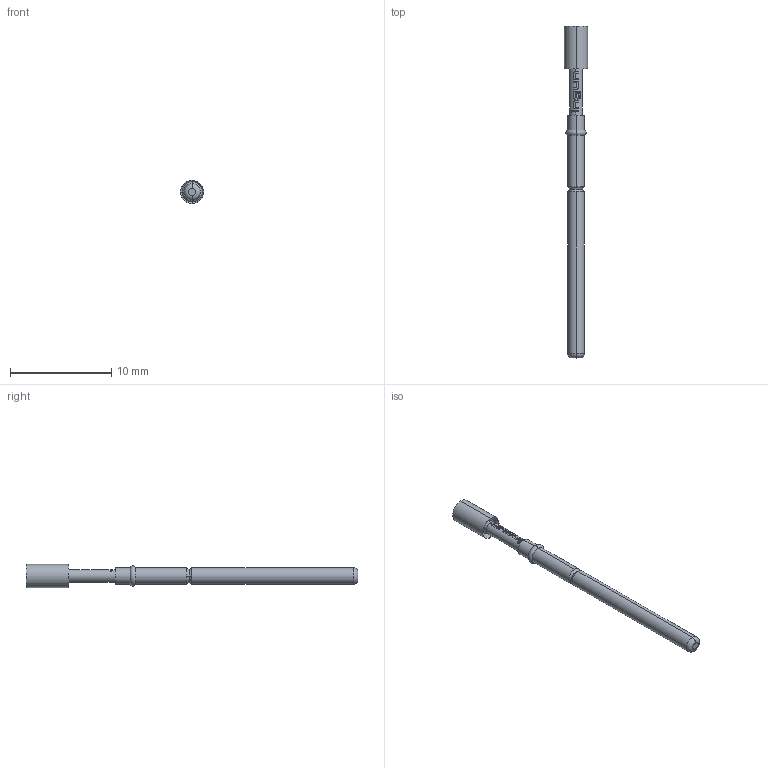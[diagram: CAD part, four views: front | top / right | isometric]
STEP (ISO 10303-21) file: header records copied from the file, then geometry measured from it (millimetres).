
FILE_DESCRIPTION (( 'STEP AP203' ), '1' );
FILE_NAME ('INGUN_GKS-912_003_230_A_xx02.STEP', '2021-09-21T11:56:24', ( 'ochi' ), ( '' ), 'SwSTEP 2.0', 'SolidWorks 2018', '' );
FILE_SCHEMA (( 'CONFIG_CONTROL_DESIGN' ));
Length unit declared in the file: millimetre
Products named in the file (1): INGUN_GKS-912_003_230_A_xx02
Bounding box: 2.3 x 32.8 x 2.3 mm (x, y, z)
Volume: 71 mm3; surface area: 191.8 mm2
Topology: 1 solids, 1 shells, 114 faces, 310 edges, 201 vertices
Faces by surface type: bspline 37, cylinder 33, plane 30, torus 8, cone 6
Entity records: 4724 total; most frequent: CARTESIAN_POINT 2290, ORIENTED_EDGE 616, EDGE_CURVE 308, DIRECTION 290, B_SPLINE_CURVE_WITH_KNOTS 222, VERTEX_POINT 201, AXIS2_PLACEMENT_3D 126, EDGE_LOOP 119
